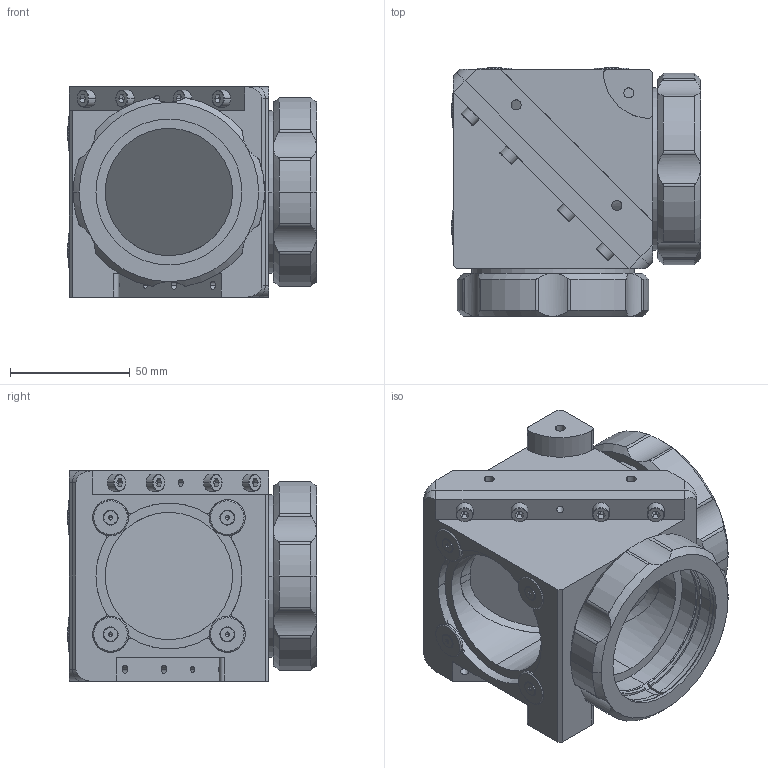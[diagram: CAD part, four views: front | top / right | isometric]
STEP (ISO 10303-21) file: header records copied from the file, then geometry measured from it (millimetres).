
FILE_DESCRIPTION (( 'STEP AP203' ), '1' );
FILE_NAME ('DP22432 -A_CMBS036.step', '2021-11-26T14:47:03', ( '' ), ( '' ), 'SwSTEP 2.0', 'SolidWorks 2021', '' );
FILE_SCHEMA (( 'CONFIG_CONTROL_DESIGN' ));
Length unit declared in the file: millimetre
Products named in the file (1): DP22432 -A_CMBS036
Bounding box: 104.09 x 104.09 x 88 mm (x, y, z)
Surface area: 110297.7 mm2 (no closed solid volume)
Topology: 0 solids, 48 shells, 517 faces, 1522 edges, 1010 vertices
Faces by surface type: cylinder 232, plane 169, cone 100, torus 16
Entity records: 17867 total; most frequent: CARTESIAN_POINT 4044, DIRECTION 3029, ORIENTED_EDGE 2572, EDGE_CURVE 1490, AXIS2_PLACEMENT_3D 1155, VERTEX_POINT 1010, LINE 719, VECTOR 719
